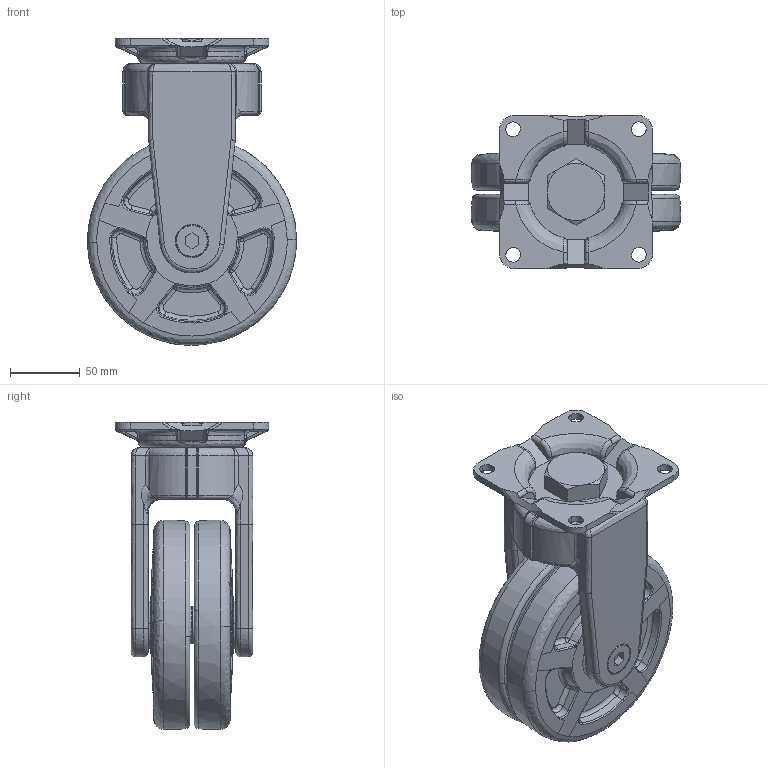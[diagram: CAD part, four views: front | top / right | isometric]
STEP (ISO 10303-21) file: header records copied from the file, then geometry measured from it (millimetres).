
FILE_DESCRIPTION((''),'2;1');
FILE_NAME('','2008-04-30T14:26:42',(''),(''),'','CADfix','');
FILE_SCHEMA(('AUTOMOTIVE_DESIGN { 1 0 10303 214 1 1 1 1 }'));
Bounding box: 150 x 110 x 219.97 mm (x, y, z)
Volume: 397522.3 mm3; surface area: 199284.9 mm2
Topology: 4 solids, 16 shells, 718 faces, 2035 edges, 1348 vertices
Faces by surface type: bspline 718
Entity records: 52349 total; most frequent: CARTESIAN_POINT 41554, ORIENTED_EDGE 3752, EDGE_CURVE 1996, VERTEX_POINT 1302, EDGE_LOOP 750, FACE_OUTER_BOUND 718, ADVANCED_FACE 718, B_SPLINE_CURVE_WITH_KNOTS 586
